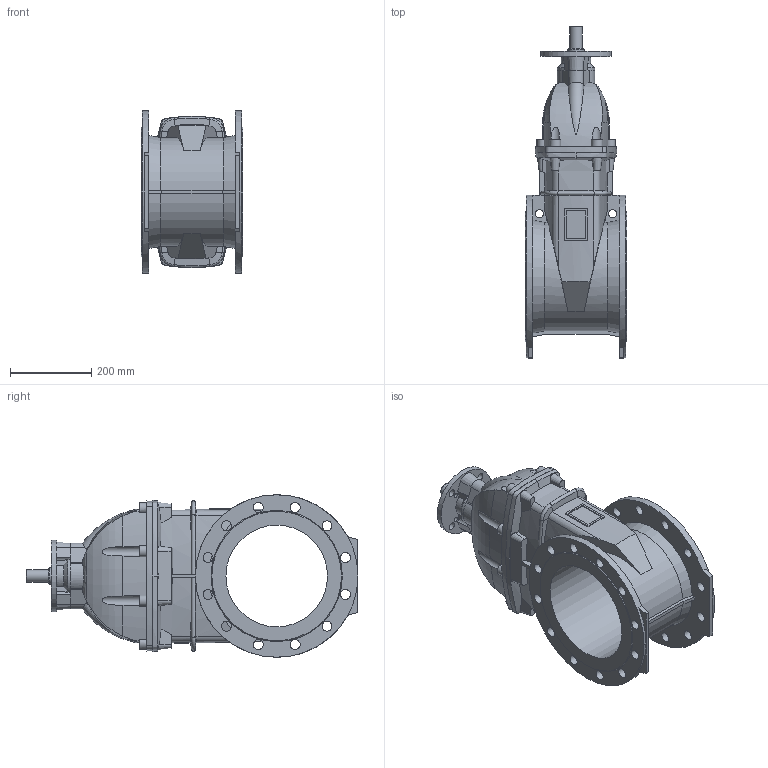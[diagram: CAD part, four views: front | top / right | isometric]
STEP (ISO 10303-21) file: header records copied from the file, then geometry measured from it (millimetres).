
FILE_DESCRIPTION (( 'STEP AP203' ), '1' );
FILE_NAME ('O_15_42_DN250_00_step.STEP', '2015-05-21T02:19:09', ( '' ), ( '' ), 'SwSTEP 2.0', 'SolidWorks 2012', '' );
FILE_SCHEMA (( 'CONFIG_CONTROL_DESIGN' ));
Length unit declared in the file: millimetre
Products named in the file (1): O_15_42_DN250_00_step
Bounding box: 250 x 817 x 400 mm (x, y, z)
Volume: 22519508.4 mm3; surface area: 1197371.2 mm2
Topology: 1 solids, 1 shells, 371 faces, 1062 edges, 702 vertices
Faces by surface type: plane 135, cylinder 98, bspline 62, cone 58, torus 18
Full cylindrical faces by diameter (mm): 12 x4, 18 x4, 20 x2, 24.5 x24, 30 x1, 40 x1, 175 x1, 250 x1, 400 x2
Entity records: 15860 total; most frequent: CARTESIAN_POINT 7125, ORIENTED_EDGE 1968, DIRECTION 1496, EDGE_CURVE 984, VERTEX_POINT 668, AXIS2_PLACEMENT_3D 630, EDGE_LOOP 494, FACE_OUTER_BOUND 411
